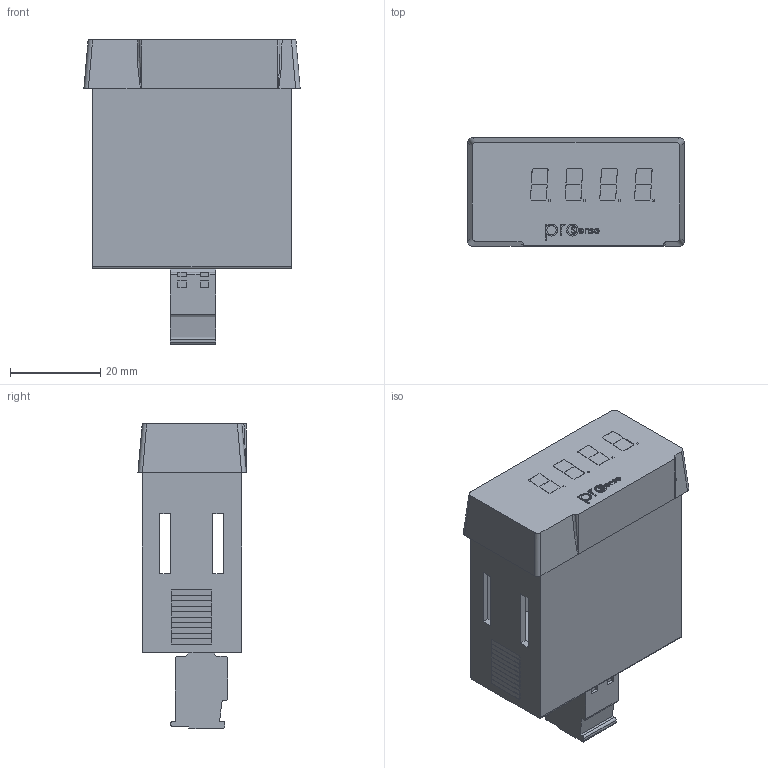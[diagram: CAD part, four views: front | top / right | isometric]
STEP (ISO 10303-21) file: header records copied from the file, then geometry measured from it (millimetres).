
FILE_DESCRIPTION (( 'STEP AP214' ), '1' );
FILE_NAME ('DPM1-A-LP.STEP', '2019-03-06T13:44:46', ( '' ), ( '' ), 'SwSTEP 2.0', 'SolidWorks 2017', '' );
FILE_SCHEMA (( 'AUTOMOTIVE_DESIGN' ));
Length unit declared in the file: inch
Products named in the file (1): DPM1-A-LP
Bounding box: 48 x 24 x 67.7 mm (x, y, z)
Volume: 21556.1 mm3; surface area: 16907.9 mm2
Topology: 2 solids, 2 shells, 577 faces, 1465 edges, 971 vertices
Faces by surface type: plane 452, bspline 84, cylinder 37, cone 4
Entity records: 28206 total; most frequent: CARTESIAN_POINT 7229, ORIENTED_EDGE 2930, DIRECTION 2336, EDGE_CURVE 1465, LINE 1220, VECTOR 1220, VERTEX_POINT 971, EDGE_LOOP 666
